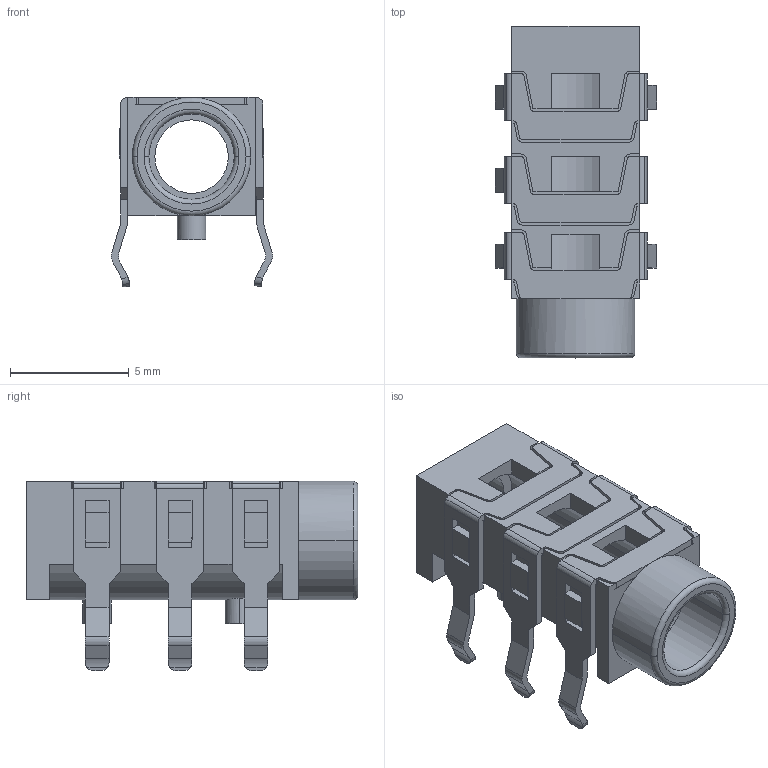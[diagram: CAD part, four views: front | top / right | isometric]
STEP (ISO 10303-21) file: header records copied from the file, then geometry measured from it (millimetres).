
FILE_DESCRIPTION(('STEP AP214'),'1');
FILE_NAME('TRS Jack.stp','2018-01-14T12:12:40',(' '),(' '),'Spatial InterOp 3D',' ',' ');
FILE_SCHEMA(('automotive_design'));
Length unit declared in the file: metre
Products named in the file (4): 1; 2; 3; 4
Bounding box: 6.81 x 14 x 8.02 mm (x, y, z)
Volume: 178.7 mm3; surface area: 706.5 mm2
Topology: 4 solids, 4 shells, 404 faces, 1156 edges, 767 vertices
Faces by surface type: plane 229, cylinder 171, torus 4
Entity records: 17129 total; most frequent: CARTESIAN_POINT 2900, ORIENTED_EDGE 2312, DIRECTION 2301, EDGE_CURVE 1156, VERTEX_POINT 768, AXIS2_PLACEMENT_3D 767, LINE 767, VECTOR 767
